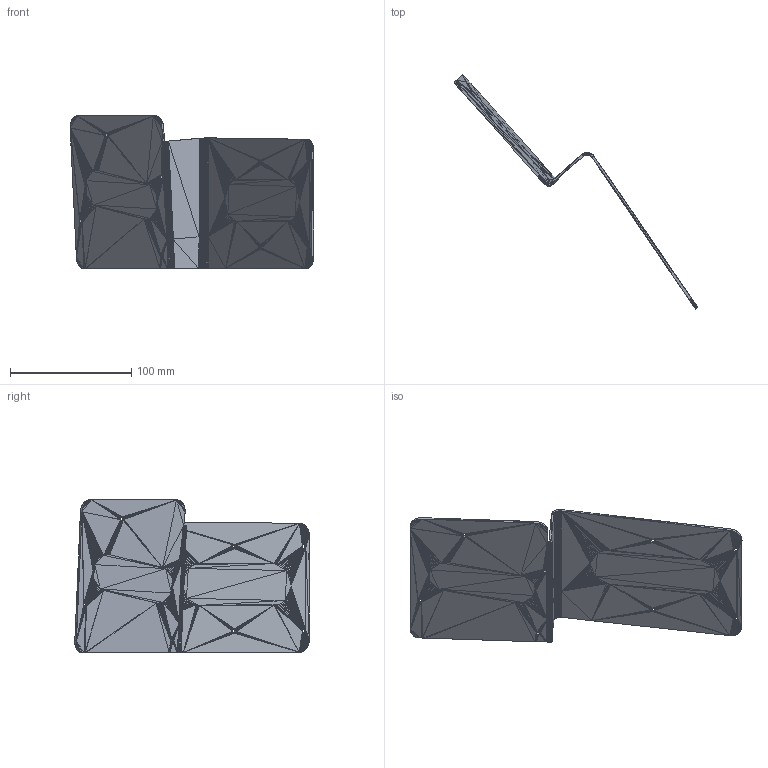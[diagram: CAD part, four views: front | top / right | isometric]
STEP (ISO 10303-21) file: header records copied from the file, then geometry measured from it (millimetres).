
FILE_DESCRIPTION(('FreeCAD Model'),'2;1');
FILE_NAME('Open CASCADE Shape Model','2023-02-22T17:32:26',(''),(''), 'Open CASCADE STEP processor 7.5','FreeCAD','Unknown');
FILE_SCHEMA(('AUTOMOTIVE_DESIGN { 1 0 10303 214 1 1 1 1 }'));
Products named in the file (1): Blender_Z_3d_nyomtatott001
Bounding box: 201.09 x 193.47 x 125.94 mm (x, y, z)
Surface area: 72754.4 mm2 (no closed solid volume)
Topology: 0 solids, 1 shells, 7198 faces, 10799 edges, 3586 vertices
Faces by surface type: plane 7198
Entity records: 280738 total; most frequent: DIRECTION 46791, CARTESIAN_POINT 43178, LINE 32393, VECTOR 32393, ORIENTED_EDGE 21594, PCURVE 21594, DEFINITIONAL_REPRESENTATION 21594, EDGE_CURVE 10799
